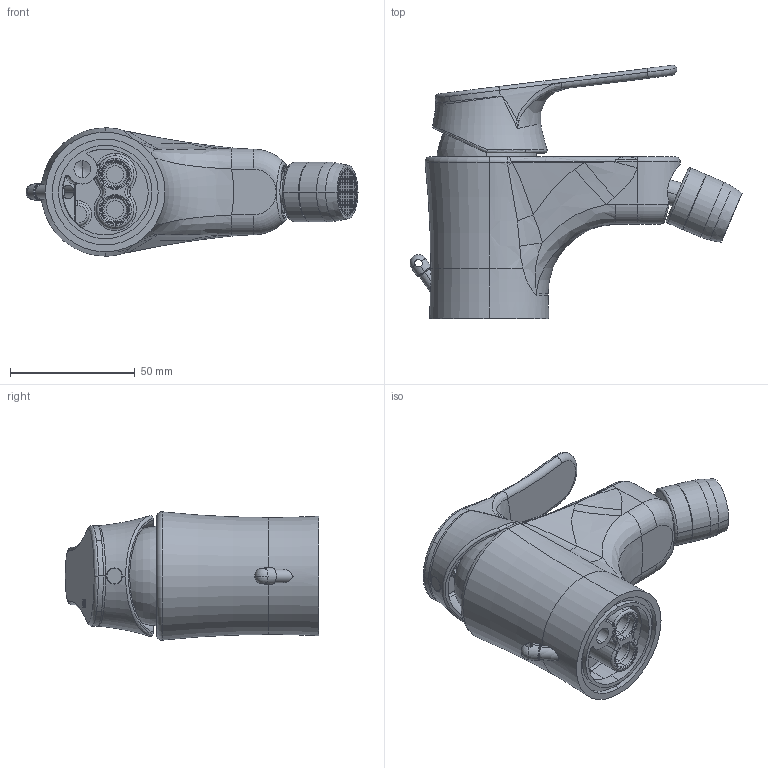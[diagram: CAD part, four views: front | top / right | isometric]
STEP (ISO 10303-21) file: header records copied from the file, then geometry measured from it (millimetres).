
FILE_DESCRIPTION (( 'STEP AP203' ), '1' );
FILE_NAME ('1023 CONJUNTO BIDE ENTER MONOMANDO.STEP', '2015-05-06T07:50:41', ( 'Usuario' ), ( '' ), 'SwSTEP 2.0', 'SolidWorks 2009', '' );
FILE_SCHEMA (( 'CONFIG_CONTROL_DESIGN' ));
Length unit declared in the file: millimetre
Products named in the file (11): 1023 CONJUNTO BIDE ENTER MONOMANDO; 1007 MECANIZADO BIDÉ ENTER_-01; CARTUCHO SEDAL E-35 AZ CD_Default; TUERCA APRETACARTUCHOS  M37x1,5 SEDAL 1601125 TUE SJ 103_Default; EMBELLECEDOR SEDAL 1601147 FLO CT 101_Default; ROTULA M24x1_Default; Socket Set Screw Cone Point_DIN_DIN 914 - M5 x 6-N; PORTACADENAS PVC CROMO 5.5mm_Default; AIREADOR HEMBRA CON FILTRO; 1186 INDICE SILICONA PARA ORIFICIO MANETAS_-01; 1001 MANETA ENTER MONOMANDO _ -02 CON NUEVA SERIGRAFÍA
Assembly tree (10 placements, depth 2):
  1023 CONJUNTO BIDE ENTER MONOMANDO
    ROTULA M24x1_Default
    1007 MECANIZADO BIDÉ ENTER_-01
    CARTUCHO SEDAL E-35 AZ CD_Default
    TUERCA APRETACARTUCHOS  M37x1,5 SEDAL 1601125 TUE SJ 103_Default
    1001 MANETA ENTER MONOMANDO _ -02 CON NUEVA SERIGRAFÍA
    1186 INDICE SILICONA PARA ORIFICIO MANETAS_-01
    AIREADOR HEMBRA CON FILTRO
    PORTACADENAS PVC CROMO 5.5mm_Default
    Socket Set Screw Cone Point_DIN_DIN 914 - M5 x 6-N
    EMBELLECEDOR SEDAL 1601147 FLO CT 101_Default
Bounding box: 133.31 x 101.74 x 51.53 mm (x, y, z)
Volume: 138289.2 mm3; surface area: 81120.9 mm2
Topology: 20 solids, 20 shells, 4374 faces, 12598 edges, 8187 vertices
Faces by surface type: plane 3417, cylinder 489, torus 218, bspline 140, cone 76, sphere 34
Entity records: 155435 total; most frequent: CARTESIAN_POINT 41720, ORIENTED_EDGE 25118, DIRECTION 19862, EDGE_CURVE 12559, VERTEX_POINT 8185, LINE 7650, VECTOR 7650, AXIS2_PLACEMENT_3D 6106
